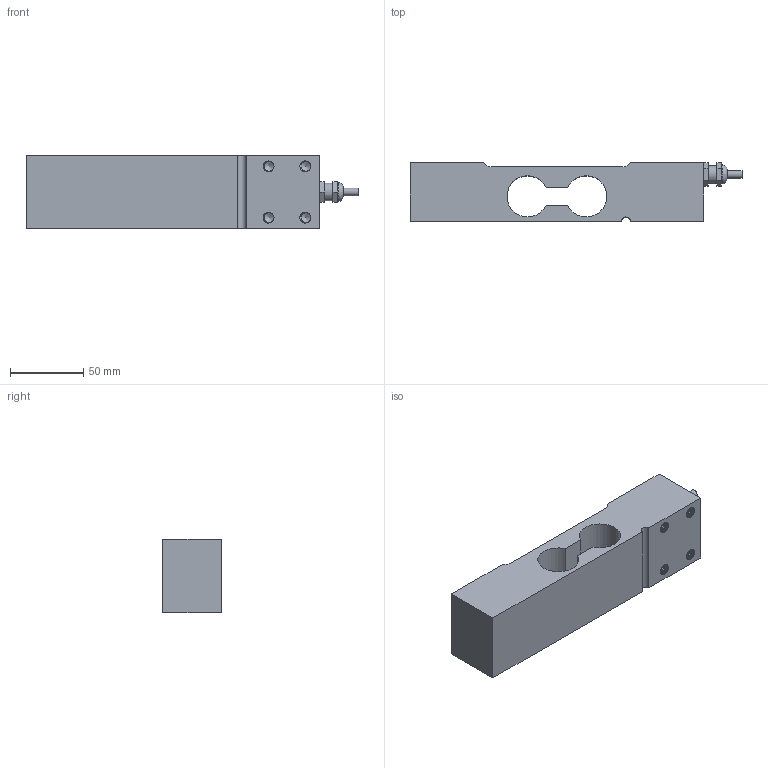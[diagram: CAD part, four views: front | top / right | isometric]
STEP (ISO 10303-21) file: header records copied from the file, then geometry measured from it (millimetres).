
FILE_DESCRIPTION(/* description */ (''),/* implementation_level */ '2;1');
FILE_NAME(/* name */ '108WH-(300-1000)kg v3.step',/* time_stamp */ '2020-01-29T12:22:05-08:00',/* author */ (''),/* organization */ (''),/* preprocessor_version */ 'ST-DEVELOPER v18',/* originating_system */ 'Autodesk Translation Framework v8.12.0.6',/* authorisation */ '');
FILE_SCHEMA (('AUTOMOTIVE_DESIGN { 1 0 10303 214 3 1 1 }'));
Length unit declared in the file: millimetre
Products named in the file (2): 108WH-(300-1000)kg; Connector
Assembly tree (1 placements, depth 2):
  108WH-(300-1000)kg
    Connector
Bounding box: 226.03 x 40.08 x 50 mm (x, y, z)
Volume: 311934.3 mm3; surface area: 54626.6 mm2
Topology: 2 solids, 2 shells, 446 faces, 1171 edges, 734 vertices
Faces by surface type: cylinder 374, plane 40, bspline 21, cone 11
Full cylindrical faces by diameter (mm): 3.332 x16, 4.109 x12, 5.1 x1, 6.779 x152, 8.17 x144, 10 x1, 12 x2, 13 x1
Entity records: 32250 total; most frequent: CARTESIAN_POINT 22611, ORIENTED_EDGE 2320, DIRECTION 1452, EDGE_CURVE 1160, VERTEX_POINT 734, B_SPLINE_CURVE_WITH_KNOTS 648, AXIS2_PLACEMENT_3D 512, EDGE_LOOP 464
